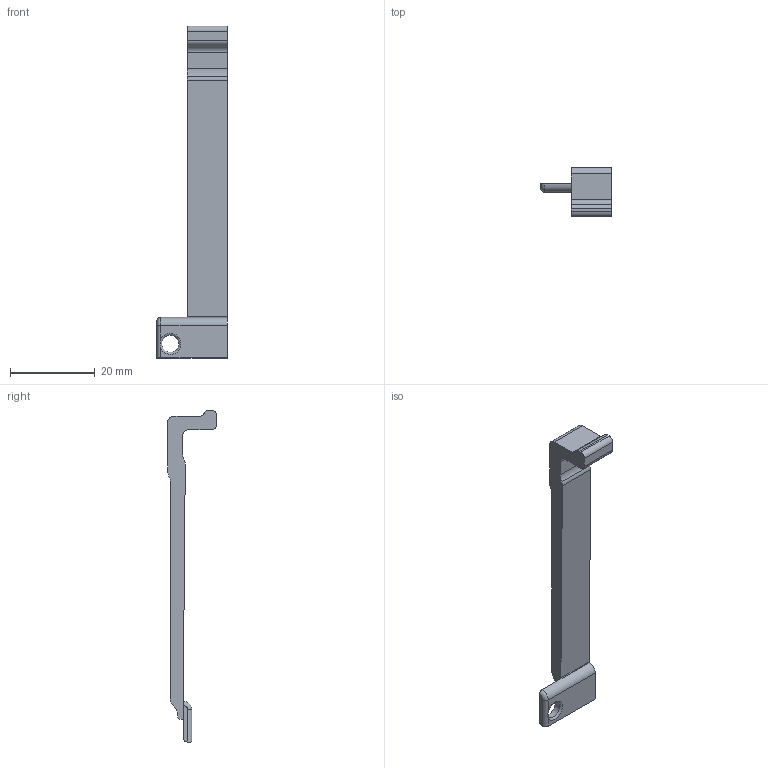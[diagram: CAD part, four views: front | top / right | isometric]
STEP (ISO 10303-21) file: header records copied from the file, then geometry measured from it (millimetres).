
FILE_DESCRIPTION(/* description */ (''),/* implementation_level */ '2;1');
FILE_NAME(/* name */ 'separator.step',/* time_stamp */ '2021-06-12T14:32:29+02:00',/* author */ (''),/* organization */ (''),/* preprocessor_version */ 'ST-DEVELOPER v18.1',/* originating_system */ 'Autodesk Translation Framework v10.9.0.1377',/* authorisation */ '');
FILE_SCHEMA (('AUTOMOTIVE_DESIGN { 1 0 10303 214 3 1 1 }'));
Length unit declared in the file: millimetre
Products named in the file (1): separator
Bounding box: 16.69 x 11.51 x 78.23 mm (x, y, z)
Volume: 2763.1 mm3; surface area: 2389.1 mm2
Topology: 1 solids, 1 shells, 36 faces, 102 edges, 67 vertices
Faces by surface type: cylinder 18, plane 16, torus 1, bspline 1
Full cylindrical faces by diameter (mm): 4 x1
Entity records: 1232 total; most frequent: CARTESIAN_POINT 223, DIRECTION 215, ORIENTED_EDGE 204, EDGE_CURVE 102, AXIS2_PLACEMENT_3D 78, VERTEX_POINT 67, LINE 59, VECTOR 59
